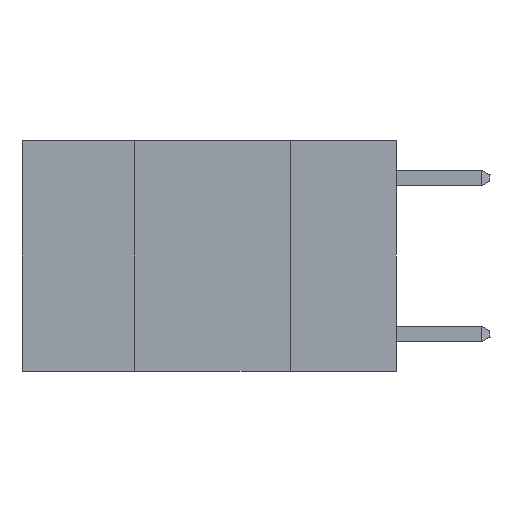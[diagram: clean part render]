
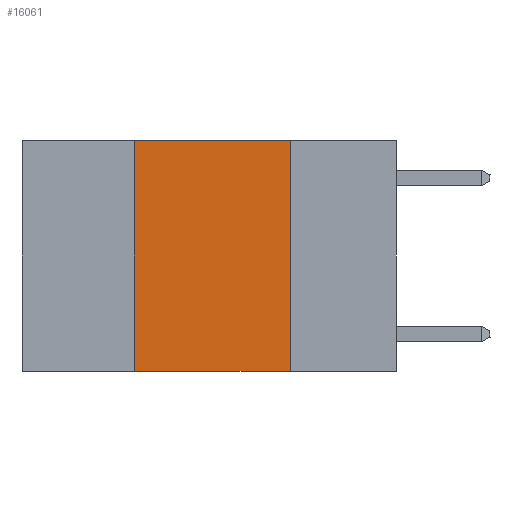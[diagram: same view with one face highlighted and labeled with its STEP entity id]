
A CAD part, left-side view. The second image highlights one B-rep face of the part: STEP entity #16061.
In plain terms, the highlighted planar face has unit normal (-1, 0, 0).
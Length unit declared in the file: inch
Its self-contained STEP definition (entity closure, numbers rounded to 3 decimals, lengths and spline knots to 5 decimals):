
#208 = CARTESIAN_POINT ( 'NONE',  ( 0., 0.17, 0. ) ) ;
#482 = FACE_OUTER_BOUND ( 'NONE', #5227, .T. ) ;
#830 = EDGE_CURVE ( 'NONE', #2400, #16930, #4311, .T. ) ;
#1121 = ORIENTED_EDGE ( 'NONE', *, *, #6741, .T. ) ;
#2073 = VERTEX_POINT ( 'NONE', #13427 ) ;
#2400 = VERTEX_POINT ( 'NONE', #19701 ) ;
#2513 = DIRECTION ( 'NONE',  ( 0., -1., 0. ) ) ;
#2542 = VECTOR ( 'NONE', #2513, 39.37008 ) ;
#3023 = VECTOR ( 'NONE', #19638, 39.37008 ) ;
#3631 = PLANE ( 'NONE',  #8319 ) ;
#4311 = LINE ( 'NONE', #19774, #2542 ) ;
#4545 = DIRECTION ( 'NONE',  ( 0., 0., 1. ) ) ;
#4690 = ORIENTED_EDGE ( 'NONE', *, *, #12318, .F. ) ;
#5227 = EDGE_LOOP ( 'NONE', ( #4690, #14832, #5972, #1121 ) ) ;
#5424 = CARTESIAN_POINT ( 'NONE',  ( 0., 0.6, 0. ) ) ;
#5709 = CARTESIAN_POINT ( 'NONE',  ( 0., 0.17, -0.37 ) ) ;
#5972 = ORIENTED_EDGE ( 'NONE', *, *, #20013, .F. ) ;
#6093 = LINE ( 'NONE', #21360, #11780 ) ;
#6741 = EDGE_CURVE ( 'NONE', #2073, #17075, #14344, .T. ) ;
#7472 = DIRECTION ( 'NONE',  ( 1., 0., 0. ) ) ;
#8196 = VECTOR ( 'NONE', #4545, 39.37008 ) ;
#8319 = AXIS2_PLACEMENT_3D ( 'NONE', #5424, #7472, #15707 ) ;
#9376 = DIRECTION ( 'NONE',  ( 0., 0., -1. ) ) ;
#11430 = CARTESIAN_POINT ( 'NONE',  ( 0., 0.42, 0. ) ) ;
#11780 = VECTOR ( 'NONE', #9376, 39.37008 ) ;
#12318 = EDGE_CURVE ( 'NONE', #16930, #17075, #6093, .T. ) ;
#13427 = CARTESIAN_POINT ( 'NONE',  ( 0., 0.42, -0.37 ) ) ;
#14344 = LINE ( 'NONE', #18054, #3023 ) ;
#14832 = ORIENTED_EDGE ( 'NONE', *, *, #830, .F. ) ;
#14933 = LINE ( 'NONE', #11430, #8196 ) ;
#15707 = DIRECTION ( 'NONE',  ( 0., 0., -1. ) ) ;
#16061 = ADVANCED_FACE ( 'NONE', ( #482 ), #3631, .F. ) ;
#16930 = VERTEX_POINT ( 'NONE', #208 ) ;
#17075 = VERTEX_POINT ( 'NONE', #5709 ) ;
#18054 = CARTESIAN_POINT ( 'NONE',  ( 0., 0.6, -0.37 ) ) ;
#19638 = DIRECTION ( 'NONE',  ( 0., -1., 0. ) ) ;
#19701 = CARTESIAN_POINT ( 'NONE',  ( 0., 0.42, 0. ) ) ;
#19774 = CARTESIAN_POINT ( 'NONE',  ( 0., 0.6, 0. ) ) ;
#20013 = EDGE_CURVE ( 'NONE', #2073, #2400, #14933, .T. ) ;
#21360 = CARTESIAN_POINT ( 'NONE',  ( 0., 0.17, 0. ) ) ;
